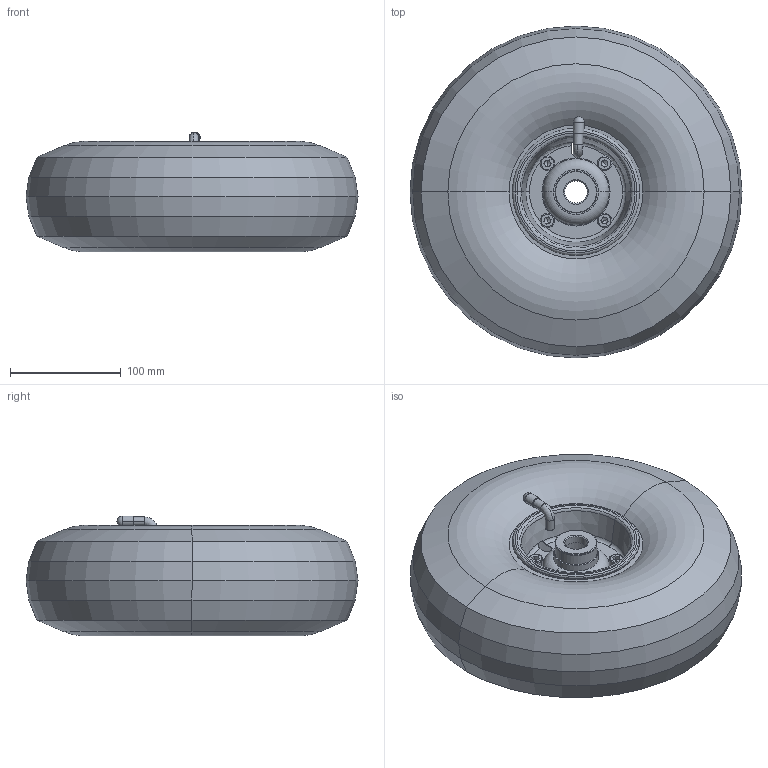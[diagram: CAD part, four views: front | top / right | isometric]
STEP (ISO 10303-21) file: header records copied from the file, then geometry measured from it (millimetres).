
FILE_DESCRIPTION (( 'STEP AP214' ), '1' );
FILE_NAME ('0032988.step', '2024-09-30T09:57:41', ( '' ), ( '' ), 'SwSTEP 2.0', 'SolidWorks 2020', '' );
FILE_SCHEMA (( 'AUTOMOTIVE_DESIGN' ));
Length unit declared in the file: millimetre
Products named in the file (1): 0032988
Bounding box: 300 x 300 x 108.26 mm (x, y, z)
Volume: 1477058.9 mm3; surface area: 806921 mm2
Topology: 16 solids, 17 shells, 517 faces, 1135 edges, 672 vertices
Faces by surface type: plane 184, cone 128, cylinder 110, torus 94, sphere 1
Entity records: 20518 total; most frequent: CARTESIAN_POINT 3088, DIRECTION 2598, ORIENTED_EDGE 2248, EDGE_CURVE 1124, AXIS2_PLACEMENT_3D 1068, VERTEX_POINT 670, EDGE_LOOP 590, CIRCLE 550
